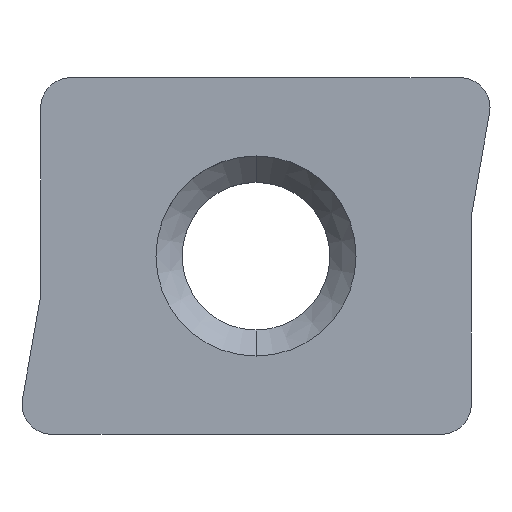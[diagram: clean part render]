
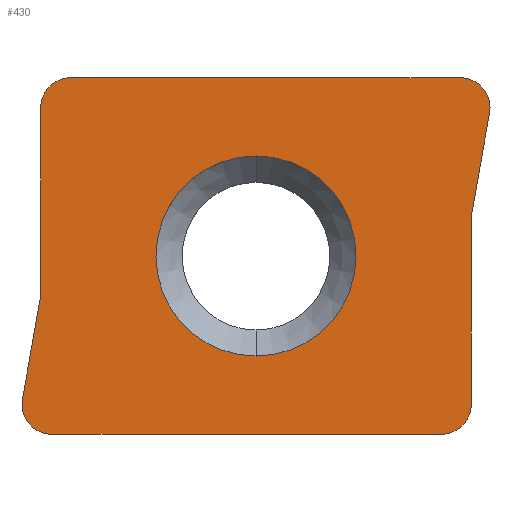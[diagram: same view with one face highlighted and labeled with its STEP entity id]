
A CAD part, top view. The second image highlights one B-rep face of the part: STEP entity #430.
In plain terms, the highlighted planar face has unit normal (0, 0, 1).
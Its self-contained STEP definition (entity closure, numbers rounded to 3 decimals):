
#16=CARTESIAN_POINT('',(-4.95,3.963,0.));
#17=DIRECTION('',(0.,0.,-1.));
#18=DIRECTION('',(-1.,0.,0.));
#19=AXIS2_PLACEMENT_3D('',#16,#17,#18);
#25=DIRECTION('',(1.,0.,0.));
#26=VECTOR('',#25,10.4);
#27=CARTESIAN_POINT('',(-4.95,4.763,0.));
#28=LINE('',#27,#26);
#32=CARTESIAN_POINT('',(5.45,3.963,0.));
#33=DIRECTION('',(0.,0.,-1.));
#34=DIRECTION('',(0.,1.,0.));
#35=AXIS2_PLACEMENT_3D('',#32,#33,#34);
#40=DIRECTION('',(-0.174,-0.985,0.));
#41=VECTOR('',#40,2.809);
#42=CARTESIAN_POINT('',(6.238,3.824,0.));
#43=LINE('',#42,#41);
#47=DIRECTION('',(0.,-1.,0.));
#48=VECTOR('',#47,5.019);
#49=CARTESIAN_POINT('',(5.75,1.057,0.));
#50=LINE('',#49,#48);
#54=CARTESIAN_POINT('',(4.95,-3.963,0.));
#55=DIRECTION('',(0.,0.,-1.));
#56=DIRECTION('',(1.,0.,0.));
#57=AXIS2_PLACEMENT_3D('',#54,#55,#56);
#62=DIRECTION('',(-1.,0.,0.));
#63=VECTOR('',#62,10.4);
#64=CARTESIAN_POINT('',(4.95,-4.763,0.));
#65=LINE('',#64,#63);
#69=CARTESIAN_POINT('',(-5.45,-3.963,0.));
#70=DIRECTION('',(0.,0.,-1.));
#71=DIRECTION('',(0.,-1.,0.));
#72=AXIS2_PLACEMENT_3D('',#69,#70,#71);
#77=DIRECTION('',(0.174,0.985,0.));
#78=VECTOR('',#77,2.809);
#79=CARTESIAN_POINT('',(-6.238,-3.824,0.));
#80=LINE('',#79,#78);
#84=DIRECTION('',(0.,1.,0.));
#85=VECTOR('',#84,5.019);
#86=CARTESIAN_POINT('',(-5.75,-1.057,0.));
#87=LINE('',#86,#85);
#91=CARTESIAN_POINT('',(0.,0.,0.));
#92=DIRECTION('',(0.,0.,-1.));
#93=DIRECTION('',(0.,-1.,0.));
#94=AXIS2_PLACEMENT_3D('',#91,#92,#93);
#99=CARTESIAN_POINT('',(0.,0.,0.));
#100=DIRECTION('',(0.,0.,-1.));
#101=DIRECTION('',(0.,1.,0.));
#102=AXIS2_PLACEMENT_3D('',#99,#100,#101);
#341=CARTESIAN_POINT('',(-5.75,3.963,0.));
#342=CARTESIAN_POINT('',(-4.95,4.763,0.));
#343=VERTEX_POINT('',#341);
#344=VERTEX_POINT('',#342);
#345=CARTESIAN_POINT('',(-5.75,-1.057,0.));
#346=VERTEX_POINT('',#345);
#347=CARTESIAN_POINT('',(-5.45,-4.763,0.));
#348=CARTESIAN_POINT('',(-6.238,-3.824,0.));
#349=VERTEX_POINT('',#347);
#350=VERTEX_POINT('',#348);
#351=CARTESIAN_POINT('',(5.75,-3.963,0.));
#352=CARTESIAN_POINT('',(4.95,-4.763,0.));
#353=VERTEX_POINT('',#351);
#354=VERTEX_POINT('',#352);
#355=CARTESIAN_POINT('',(5.75,1.057,0.));
#356=VERTEX_POINT('',#355);
#357=CARTESIAN_POINT('',(5.45,4.763,0.));
#358=CARTESIAN_POINT('',(6.238,3.824,0.));
#359=VERTEX_POINT('',#357);
#360=VERTEX_POINT('',#358);
#389=CARTESIAN_POINT('',(0.,-2.673,0.));
#390=CARTESIAN_POINT('',(0.,2.673,0.));
#391=VERTEX_POINT('',#389);
#392=VERTEX_POINT('',#390);
#397=CARTESIAN_POINT('',(0.,0.,0.));
#398=DIRECTION('',(0.,0.,1.));
#399=DIRECTION('',(1.,0.,0.));
#400=AXIS2_PLACEMENT_3D('',#397,#398,#399);
#401=PLANE('',#400);
#403=ORIENTED_EDGE('',*,*,#402,.T.);
#405=ORIENTED_EDGE('',*,*,#404,.T.);
#407=ORIENTED_EDGE('',*,*,#406,.T.);
#409=ORIENTED_EDGE('',*,*,#408,.T.);
#411=ORIENTED_EDGE('',*,*,#410,.T.);
#413=ORIENTED_EDGE('',*,*,#412,.T.);
#415=ORIENTED_EDGE('',*,*,#414,.T.);
#417=ORIENTED_EDGE('',*,*,#416,.T.);
#419=ORIENTED_EDGE('',*,*,#418,.T.);
#421=ORIENTED_EDGE('',*,*,#420,.T.);
#422=EDGE_LOOP('',(#403,#405,#407,#409,#411,#413,#415,#417,#419,#421));
#423=FACE_OUTER_BOUND('',#422,.F.);
#425=ORIENTED_EDGE('',*,*,#424,.F.);
#427=ORIENTED_EDGE('',*,*,#426,.F.);
#428=EDGE_LOOP('',(#425,#427));
#429=FACE_BOUND('',#428,.F.);
#20=CIRCLE('',#19,0.8);
#36=CIRCLE('',#35,0.8);
#58=CIRCLE('',#57,0.8);
#73=CIRCLE('',#72,0.8);
#95=CIRCLE('',#94,2.673);
#103=CIRCLE('',#102,2.673);
#402=EDGE_CURVE('',#343,#344,#20,.T.);
#404=EDGE_CURVE('',#344,#359,#28,.T.);
#406=EDGE_CURVE('',#359,#360,#36,.T.);
#408=EDGE_CURVE('',#360,#356,#43,.T.);
#410=EDGE_CURVE('',#356,#353,#50,.T.);
#412=EDGE_CURVE('',#353,#354,#58,.T.);
#414=EDGE_CURVE('',#354,#349,#65,.T.);
#416=EDGE_CURVE('',#349,#350,#73,.T.);
#418=EDGE_CURVE('',#350,#346,#80,.T.);
#420=EDGE_CURVE('',#346,#343,#87,.T.);
#424=EDGE_CURVE('',#391,#392,#95,.T.);
#426=EDGE_CURVE('',#392,#391,#103,.T.);
#430=ADVANCED_FACE('',(#423,#429),#401,.T.);
